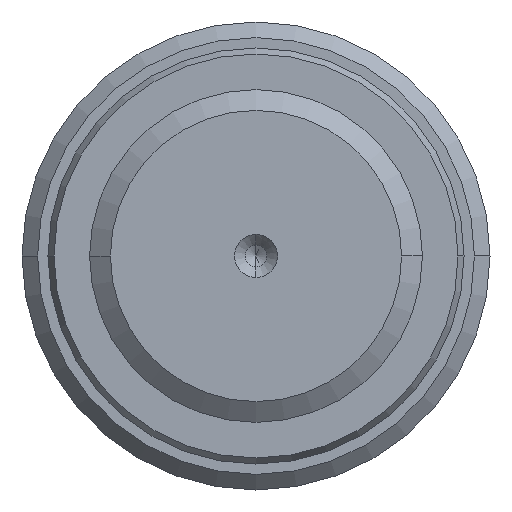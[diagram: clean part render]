
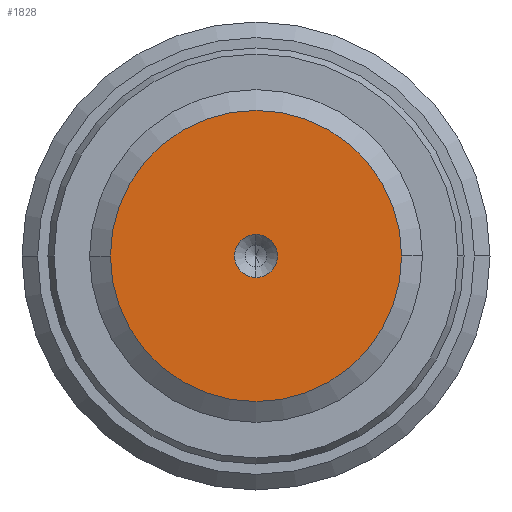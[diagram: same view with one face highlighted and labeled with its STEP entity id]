
A CAD part, left-side view. The second image highlights one B-rep face of the part: STEP entity #1828.
In plain terms, the highlighted planar face has unit normal (-1, 0, 0).
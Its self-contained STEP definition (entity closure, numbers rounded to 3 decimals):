
#178 = ORIENTED_EDGE ( 'NONE', *, *, #949, .T. ) ;
#226 = DIRECTION ( 'NONE',  ( -1., 0., 0. ) ) ;
#230 = DIRECTION ( 'NONE',  ( -1., 0., 0. ) ) ;
#233 = CIRCLE ( 'NONE', #1803, 2.075 ) ;
#260 = DIRECTION ( 'NONE',  ( 0., -1., 0. ) ) ;
#277 = DIRECTION ( 'NONE',  ( 0., -1., 0. ) ) ;
#410 = DIRECTION ( 'NONE',  ( 0., -1., 0. ) ) ;
#583 = ORIENTED_EDGE ( 'NONE', *, *, #2187, .T. ) ;
#687 = CARTESIAN_POINT ( 'NONE',  ( 0., 14., 0. ) ) ;
#770 = CIRCLE ( 'NONE', #2116, 2.075 ) ;
#787 = DIRECTION ( 'NONE',  ( -1., 0., 0. ) ) ;
#855 = AXIS2_PLACEMENT_3D ( 'NONE', #1738, #787, #1398 ) ;
#925 = CARTESIAN_POINT ( 'NONE',  ( 0., 0., 2.075 ) ) ;
#949 = EDGE_CURVE ( 'NONE', #2041, #2131, #770, .T. ) ;
#1074 = VERTEX_POINT ( 'NONE', #687 ) ;
#1195 = DIRECTION ( 'NONE',  ( 1., 0., 0. ) ) ;
#1216 = CIRCLE ( 'NONE', #1576, 14. ) ;
#1285 = EDGE_LOOP ( 'NONE', ( #2154, #178 ) ) ;
#1352 = CARTESIAN_POINT ( 'NONE',  ( 0., -14., 0. ) ) ;
#1388 = FACE_OUTER_BOUND ( 'NONE', #1933, .T. ) ;
#1398 = DIRECTION ( 'NONE',  ( 0., -1., 0. ) ) ;
#1451 = AXIS2_PLACEMENT_3D ( 'NONE', #1729, #226, #277 ) ;
#1470 = ORIENTED_EDGE ( 'NONE', *, *, #1805, .T. ) ;
#1500 = CARTESIAN_POINT ( 'NONE',  ( 0., 0., -2.075 ) ) ;
#1527 = CIRCLE ( 'NONE', #1451, 14. ) ;
#1558 = FACE_BOUND ( 'NONE', #1285, .T. ) ;
#1576 = AXIS2_PLACEMENT_3D ( 'NONE', #2104, #230, #410 ) ;
#1729 = CARTESIAN_POINT ( 'NONE',  ( 0., 0., 0. ) ) ;
#1738 = CARTESIAN_POINT ( 'NONE',  ( 0., 0., 0. ) ) ;
#1798 = DIRECTION ( 'NONE',  ( 0., -1., 0. ) ) ;
#1803 = AXIS2_PLACEMENT_3D ( 'NONE', #2297, #1195, #260 ) ;
#1805 = EDGE_CURVE ( 'NONE', #1074, #2150, #1527, .T. ) ;
#1828 = ADVANCED_FACE ( 'NONE', ( #1558, #1388 ), #2101, .T. ) ;
#1933 = EDGE_LOOP ( 'NONE', ( #1470, #583 ) ) ;
#1978 = CARTESIAN_POINT ( 'NONE',  ( 0., 0., 0. ) ) ;
#1994 = DIRECTION ( 'NONE',  ( 1., 0., 0. ) ) ;
#2041 = VERTEX_POINT ( 'NONE', #1500 ) ;
#2101 = PLANE ( 'NONE',  #855 ) ;
#2104 = CARTESIAN_POINT ( 'NONE',  ( 0., 0., 0. ) ) ;
#2116 = AXIS2_PLACEMENT_3D ( 'NONE', #1978, #1994, #1798 ) ;
#2131 = VERTEX_POINT ( 'NONE', #925 ) ;
#2150 = VERTEX_POINT ( 'NONE', #1352 ) ;
#2154 = ORIENTED_EDGE ( 'NONE', *, *, #2278, .T. ) ;
#2187 = EDGE_CURVE ( 'NONE', #2150, #1074, #1216, .T. ) ;
#2278 = EDGE_CURVE ( 'NONE', #2131, #2041, #233, .T. ) ;
#2297 = CARTESIAN_POINT ( 'NONE',  ( 0., 0., 0. ) ) ;
